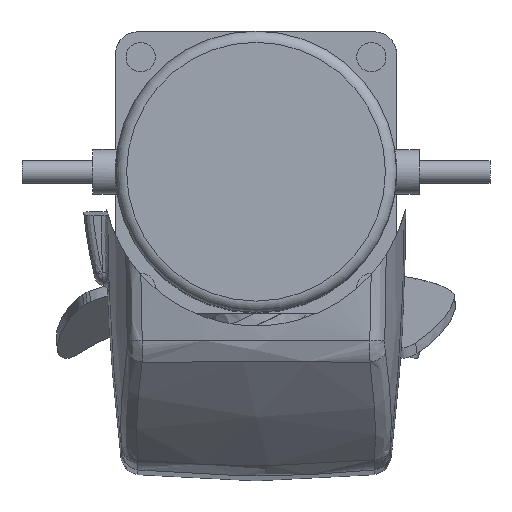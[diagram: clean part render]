
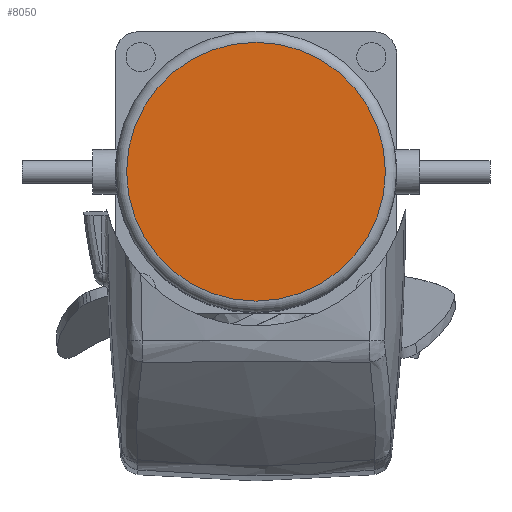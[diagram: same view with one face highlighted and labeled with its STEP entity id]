
A CAD part, top view. The second image highlights one B-rep face of the part: STEP entity #8050.
In plain terms, the highlighted planar face has unit normal (0, 0, 1).
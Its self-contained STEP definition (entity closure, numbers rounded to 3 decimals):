
#888=PLANE('',#8639);
#1365=FACE_OUTER_BOUND('',#1868,.T.);
#1868=EDGE_LOOP('',(#6791));
#2238=CIRCLE('',#8635,57.5);
#3499=VERTEX_POINT('',#23075);
#4619=EDGE_CURVE('',#3499,#3499,#2238,.T.);
#6791=ORIENTED_EDGE('',*,*,#4619,.F.);
#8050=ADVANCED_FACE('',(#1365),#888,.T.);
#8635=AXIS2_PLACEMENT_3D('',#23076,#9876,#9877);
#8639=AXIS2_PLACEMENT_3D('',#23081,#9884,#9885);
#9876=DIRECTION('center_axis',(0.,0.,-1.));
#9877=DIRECTION('ref_axis',(-1.,0.,0.));
#9884=DIRECTION('center_axis',(0.,0.,1.));
#9885=DIRECTION('ref_axis',(1.,0.,0.));
#23075=CARTESIAN_POINT('',(57.5,0.,202.));
#23076=CARTESIAN_POINT('Origin',(0.,0.,
202.));
#23081=CARTESIAN_POINT('Origin',(0.,0.,202.));
